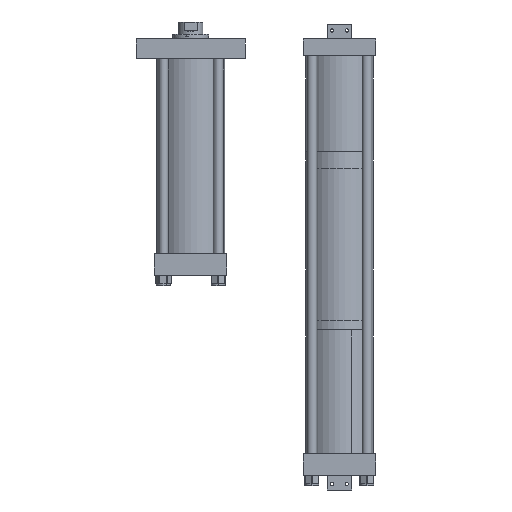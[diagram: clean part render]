
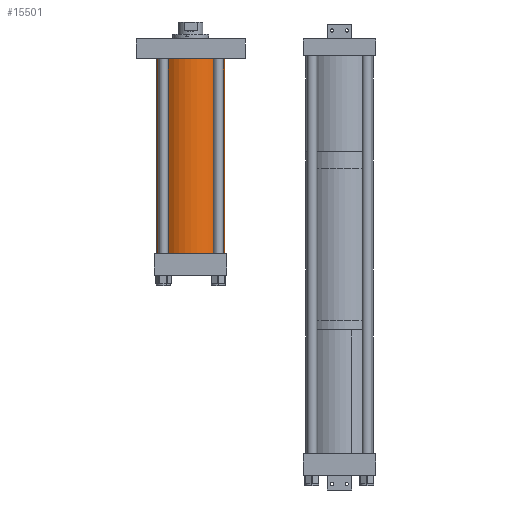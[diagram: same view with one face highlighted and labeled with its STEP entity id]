
A CAD part, front view. The second image highlights one B-rep face of the part: STEP entity #15501.
In plain terms, the highlighted cylindrical face has radius 88.9 mm (diameter 177.8 mm), a partial arc.
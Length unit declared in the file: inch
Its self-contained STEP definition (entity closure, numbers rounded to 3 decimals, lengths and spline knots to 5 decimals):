
#105 = AXIS2_PLACEMENT_3D ( 'NONE', #2821, #15392, #1416 ) ;
#277 = LINE ( 'NONE', #5070, #9836 ) ;
#888 = VERTEX_POINT ( 'NONE', #4595 ) ;
#1416 = DIRECTION ( 'NONE',  ( 1., 0., 0. ) ) ;
#1749 = CARTESIAN_POINT ( 'NONE',  ( 3.5, 0., 0. ) ) ;
#1800 = CARTESIAN_POINT ( 'NONE',  ( -3.5, 0., 0. ) ) ;
#2268 = DIRECTION ( 'NONE',  ( 0., 0., -1. ) ) ;
#2497 = LINE ( 'NONE', #8726, #5454 ) ;
#2821 = CARTESIAN_POINT ( 'NONE',  ( 0., 0., 0. ) ) ;
#3532 = CARTESIAN_POINT ( 'NONE',  ( -3.5, 0., 20.188 ) ) ;
#4051 = FACE_OUTER_BOUND ( 'NONE', #10847, .T. ) ;
#4314 = CARTESIAN_POINT ( 'NONE',  ( 0., 0., 20.188 ) ) ;
#4595 = CARTESIAN_POINT ( 'NONE',  ( 3.5, 0., 20.188 ) ) ;
#5070 = CARTESIAN_POINT ( 'NONE',  ( 3.5, 0., 20.188 ) ) ;
#5413 = DIRECTION ( 'NONE',  ( 0., 0., 1. ) ) ;
#5454 = VECTOR ( 'NONE', #8555, 39.37008 ) ;
#6175 = ORIENTED_EDGE ( 'NONE', *, *, #14371, .F. ) ;
#6887 = CIRCLE ( 'NONE', #7055, 3.5 ) ;
#7055 = AXIS2_PLACEMENT_3D ( 'NONE', #4314, #5413, #9316 ) ;
#7899 = ORIENTED_EDGE ( 'NONE', *, *, #14282, .T. ) ;
#8555 = DIRECTION ( 'NONE',  ( 0., 0., -1. ) ) ;
#8629 = DIRECTION ( 'NONE',  ( -1., 0., 0. ) ) ;
#8726 = CARTESIAN_POINT ( 'NONE',  ( -3.5, 0., 20.188 ) ) ;
#8854 = EDGE_CURVE ( 'NONE', #15752, #10912, #10703, .T. ) ;
#9316 = DIRECTION ( 'NONE',  ( 1., 0., 0. ) ) ;
#9836 = VECTOR ( 'NONE', #11468, 39.37008 ) ;
#10703 = CIRCLE ( 'NONE', #105, 3.5 ) ;
#10847 = EDGE_LOOP ( 'NONE', ( #6175, #13817, #7899, #13190 ) ) ;
#10912 = VERTEX_POINT ( 'NONE', #1749 ) ;
#10936 = EDGE_CURVE ( 'NONE', #16046, #888, #6887, .T. ) ;
#11001 = CYLINDRICAL_SURFACE ( 'NONE', #12328, 3.5 ) ;
#11468 = DIRECTION ( 'NONE',  ( 0., 0., -1. ) ) ;
#12328 = AXIS2_PLACEMENT_3D ( 'NONE', #16266, #2268, #8629 ) ;
#13190 = ORIENTED_EDGE ( 'NONE', *, *, #8854, .T. ) ;
#13817 = ORIENTED_EDGE ( 'NONE', *, *, #10936, .F. ) ;
#14282 = EDGE_CURVE ( 'NONE', #16046, #15752, #2497, .T. ) ;
#14371 = EDGE_CURVE ( 'NONE', #888, #10912, #277, .T. ) ;
#15392 = DIRECTION ( 'NONE',  ( 0., 0., 1. ) ) ;
#15501 = ADVANCED_FACE ( 'NONE', ( #4051 ), #11001, .T. ) ;
#15752 = VERTEX_POINT ( 'NONE', #1800 ) ;
#16046 = VERTEX_POINT ( 'NONE', #3532 ) ;
#16266 = CARTESIAN_POINT ( 'NONE',  ( 0., 0., 20.188 ) ) ;
